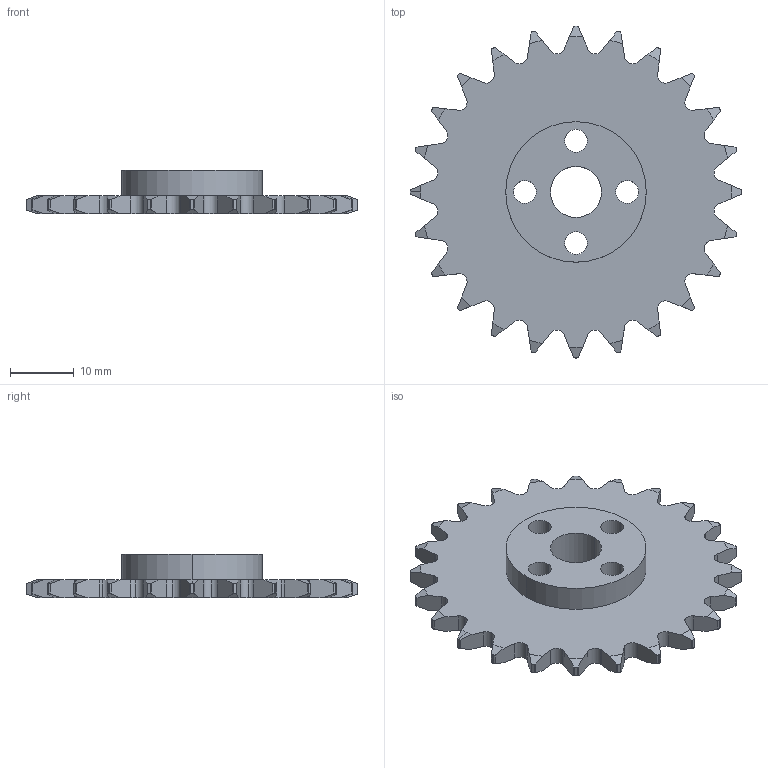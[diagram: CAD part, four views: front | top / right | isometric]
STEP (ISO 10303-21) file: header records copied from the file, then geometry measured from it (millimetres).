
FILE_DESCRIPTION (( 'STEP AP214' ), '1' );
FILE_NAME ('39169_TXM-#25 chain sprocket.STEP', '2017-01-16T17:05:14', ( '' ), ( '' ), 'SwSTEP 2.0', 'SolidWorks 2016', '' );
FILE_SCHEMA (( 'AUTOMOTIVE_DESIGN' ));
Length unit declared in the file: millimetre
Products named in the file (2): 39169_TXM-#25 chain sprocket
Bounding box: 52 x 52 x 6.8 mm (x, y, z)
Volume: 5760.6 mm3; surface area: 4739 mm2
Topology: 1 solids, 1 shells, 226 faces, 668 edges, 445 vertices
Faces by surface type: cylinder 125, plane 51, cone 50
Entity records: 7850 total; most frequent: CARTESIAN_POINT 1965, ORIENTED_EDGE 1336, DIRECTION 1105, EDGE_CURVE 668, VERTEX_POINT 445, AXIS2_PLACEMENT_3D 417, LINE 271, VECTOR 271
